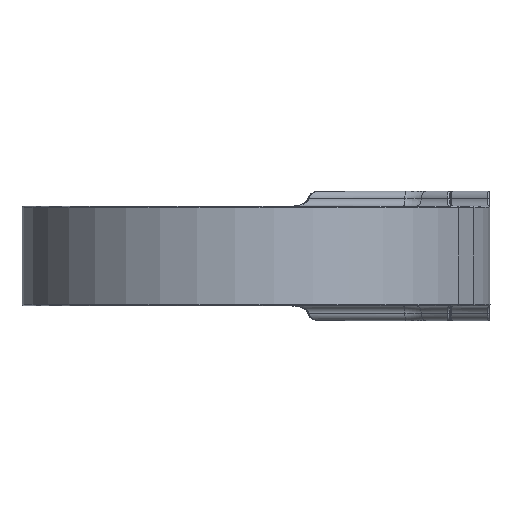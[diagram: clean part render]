
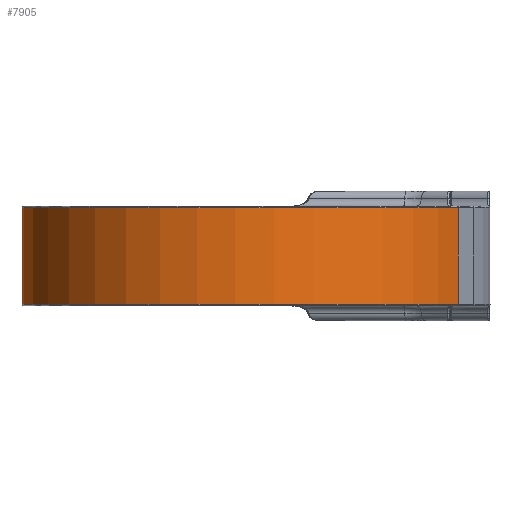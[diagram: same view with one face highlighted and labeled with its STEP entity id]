
A CAD part, left-side view. The second image highlights one B-rep face of the part: STEP entity #7905.
In plain terms, the highlighted cylindrical face has radius 29.25 mm (diameter 58.5 mm), a partial arc.
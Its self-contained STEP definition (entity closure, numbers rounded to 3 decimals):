
#2281=DIRECTION('',(0.,0.,1.));
#2282=VECTOR('',#2281,12.3);
#2283=CARTESIAN_POINT('',(-12.866,-26.268,-6.15));
#2284=LINE('',#2283,#2282);
#2285=CARTESIAN_POINT('',(0.,0.,6.15));
#2286=DIRECTION('',(0.,0.,1.));
#2287=DIRECTION('',(0.937,0.35,0.));
#2288=AXIS2_PLACEMENT_3D('',#2285,#2286,#2287);
#2290=CARTESIAN_POINT('',(0.,0.,-6.15));
#2291=DIRECTION('',(0.,0.,-1.));
#2292=DIRECTION('',(-0.44,-0.898,0.));
#2293=AXIS2_PLACEMENT_3D('',#2290,#2291,#2292);
#2295=DIRECTION('',(0.,0.,1.));
#2296=VECTOR('',#2295,12.3);
#2297=CARTESIAN_POINT('',(27.4,10.239,-6.15));
#2298=LINE('',#2297,#2296);
#3655=CARTESIAN_POINT('',(27.4,10.239,6.15));
#3656=VERTEX_POINT('',#3655);
#3659=CARTESIAN_POINT('',(-12.866,-26.268,6.15));
#3660=VERTEX_POINT('',#3659);
#3711=CARTESIAN_POINT('',(-12.866,-26.268,-6.15));
#3712=VERTEX_POINT('',#3711);
#3715=CARTESIAN_POINT('',(27.4,10.239,-6.15));
#3716=VERTEX_POINT('',#3715);
#7893=CARTESIAN_POINT('',(0.,0.,-6.35));
#7894=DIRECTION('',(0.,0.,1.));
#7895=DIRECTION('',(1.,0.,0.));
#7896=AXIS2_PLACEMENT_3D('',#7893,#7894,#7895);
#7897=CYLINDRICAL_SURFACE('',#7896,29.25);
#7898=ORIENTED_EDGE('',*,*,#7821,.T.);
#7899=ORIENTED_EDGE('',*,*,#7888,.F.);
#7900=ORIENTED_EDGE('',*,*,#4042,.T.);
#7902=ORIENTED_EDGE('',*,*,#7901,.T.);
#7903=EDGE_LOOP('',(#7898,#7899,#7900,#7902));
#7904=FACE_OUTER_BOUND('',#7903,.F.);
#7905=ADVANCED_FACE('',(#7904),#7897,.T.);
#2289=CIRCLE('',#2288,29.25);
#2294=CIRCLE('',#2293,29.25);
#4042=EDGE_CURVE('',#3712,#3716,#2294,.T.);
#7821=EDGE_CURVE('',#3656,#3660,#2289,.T.);
#7888=EDGE_CURVE('',#3712,#3660,#2284,.T.);
#7901=EDGE_CURVE('',#3716,#3656,#2298,.T.);
